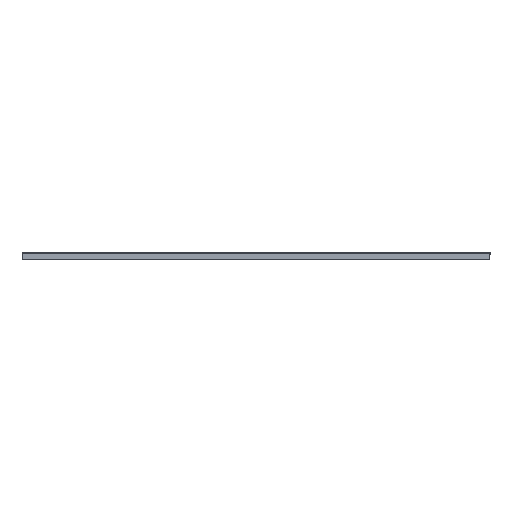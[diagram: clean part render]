
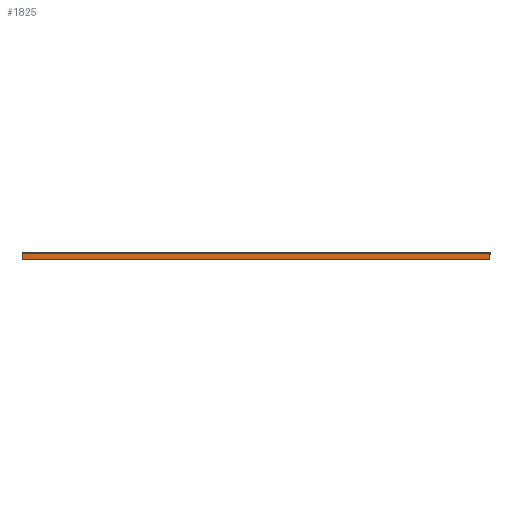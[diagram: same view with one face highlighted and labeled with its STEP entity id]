
A CAD part, left-side view. The second image highlights one B-rep face of the part: STEP entity #1825.
In plain terms, the highlighted planar face has unit normal (-1, 0, 0).
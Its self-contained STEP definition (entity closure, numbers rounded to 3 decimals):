
#15 = VECTOR ( 'NONE', #2917, 1000. ) ;
#529 = VECTOR ( 'NONE', #3163, 1000. ) ;
#719 = ORIENTED_EDGE ( 'NONE', *, *, #2854, .F. ) ;
#729 = ORIENTED_EDGE ( 'NONE', *, *, #1602, .F. ) ;
#938 = VECTOR ( 'NONE', #3735, 1000. ) ;
#1115 = CARTESIAN_POINT ( 'NONE',  ( 35., 15., 0. ) ) ;
#1116 = VECTOR ( 'NONE', #3841, 1000. ) ;
#1164 = DIRECTION ( 'NONE',  ( 0., -1., 0. ) ) ;
#1305 = CARTESIAN_POINT ( 'NONE',  ( 35., 1385., -2.5 ) ) ;
#1424 = CARTESIAN_POINT ( 'NONE',  ( 35., 1385., 0. ) ) ;
#1602 = EDGE_CURVE ( 'NONE', #3672, #2143, #4917, .T. ) ;
#1825 = ADVANCED_FACE ( 'NONE', ( #2827 ), #4776, .T. ) ;
#1914 = LINE ( 'NONE', #3927, #529 ) ;
#2117 = LINE ( 'NONE', #2149, #938 ) ;
#2143 = VERTEX_POINT ( 'NONE', #1424 ) ;
#2149 = CARTESIAN_POINT ( 'NONE',  ( 35., 1385., -20. ) ) ;
#2224 = LINE ( 'NONE', #1115, #1116 ) ;
#2519 = CARTESIAN_POINT ( 'NONE',  ( 35., 15., -20. ) ) ;
#2799 = CARTESIAN_POINT ( 'NONE',  ( 35., 15., -2.5 ) ) ;
#2827 = FACE_OUTER_BOUND ( 'NONE', #4130, .T. ) ;
#2854 = EDGE_CURVE ( 'NONE', #3929, #3672, #2117, .T. ) ;
#2917 = DIRECTION ( 'NONE',  ( 0., 0., 1. ) ) ;
#2923 = CARTESIAN_POINT ( 'NONE',  ( 35., 15., 0. ) ) ;
#2973 = AXIS2_PLACEMENT_3D ( 'NONE', #2799, #3116, #1164 ) ;
#2996 = EDGE_CURVE ( 'NONE', #2143, #3911, #2224, .T. ) ;
#3080 = CARTESIAN_POINT ( 'NONE',  ( 35., 1385., -20. ) ) ;
#3116 = DIRECTION ( 'NONE',  ( -1., 0., 0. ) ) ;
#3163 = DIRECTION ( 'NONE',  ( 0., 0., 1. ) ) ;
#3396 = ORIENTED_EDGE ( 'NONE', *, *, #3816, .T. ) ;
#3672 = VERTEX_POINT ( 'NONE', #3080 ) ;
#3735 = DIRECTION ( 'NONE',  ( 0., 1., 0. ) ) ;
#3816 = EDGE_CURVE ( 'NONE', #3929, #3911, #1914, .T. ) ;
#3841 = DIRECTION ( 'NONE',  ( 0., -1., 0. ) ) ;
#3911 = VERTEX_POINT ( 'NONE', #2923 ) ;
#3927 = CARTESIAN_POINT ( 'NONE',  ( 35., 15., -2.5 ) ) ;
#3929 = VERTEX_POINT ( 'NONE', #2519 ) ;
#4130 = EDGE_LOOP ( 'NONE', ( #4478, #729, #719, #3396 ) ) ;
#4478 = ORIENTED_EDGE ( 'NONE', *, *, #2996, .F. ) ;
#4776 = PLANE ( 'NONE',  #2973 ) ;
#4917 = LINE ( 'NONE', #1305, #15 ) ;
